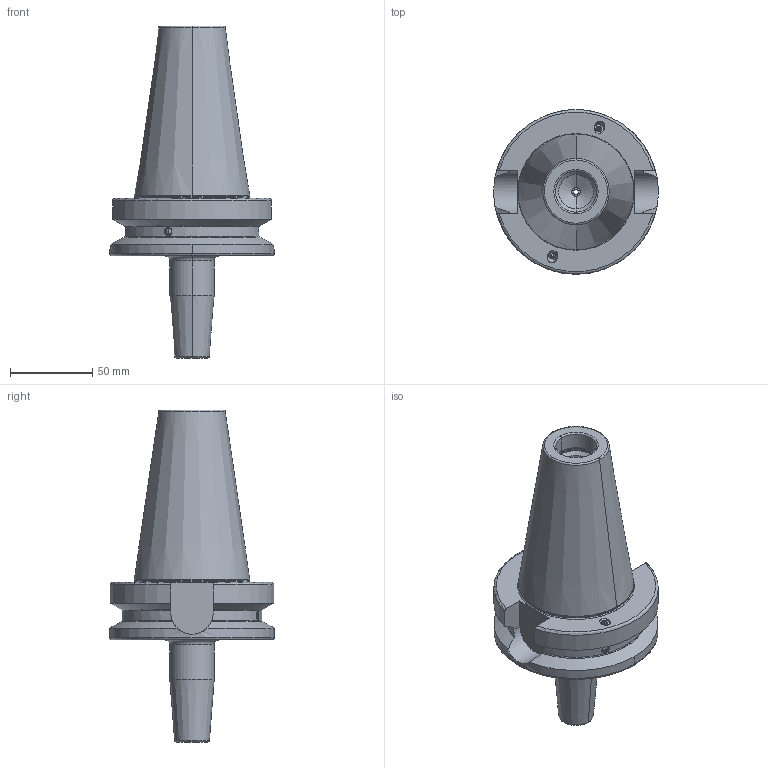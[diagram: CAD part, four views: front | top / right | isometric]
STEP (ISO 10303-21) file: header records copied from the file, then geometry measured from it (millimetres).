
FILE_DESCRIPTION((''),'2;1');
FILE_NAME('506_71_08','2020-09-24T',('101107'),(''),'CREO PARAMETRIC BY PTC INC, 2016260','CREO PARAMETRIC BY PTC INC, 2016260','');
FILE_SCHEMA(('CONFIG_CONTROL_DESIGN'));
Length unit declared in the file: millimetre
Products named in the file (1): 506_71_08
Bounding box: 100 x 100 x 201.8 mm (x, y, z)
Volume: 471588.3 mm3; surface area: 61161.1 mm2
Topology: 1 solids, 5 shells, 242 faces, 538 edges, 304 vertices
Faces by surface type: cone 102, cylinder 62, plane 46, torus 24, sphere 8
Entity records: 7102 total; most frequent: CARTESIAN_POINT 1779, DIRECTION 1176, ORIENTED_EDGE 1044, EDGE_CURVE 522, AXIS2_PLACEMENT_3D 483, VERTEX_POINT 304, EDGE_LOOP 262, FACE_OUTER_BOUND 242
